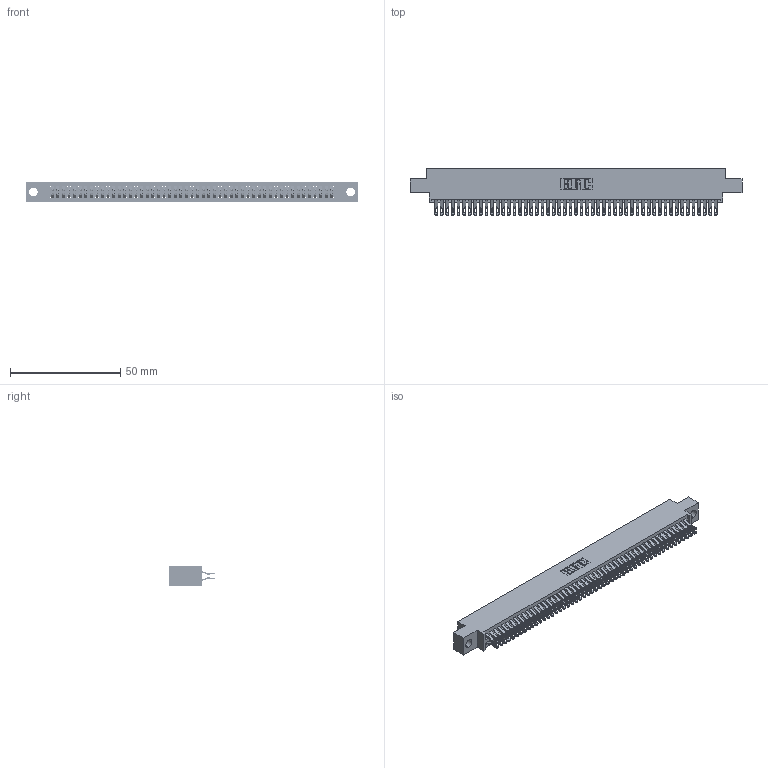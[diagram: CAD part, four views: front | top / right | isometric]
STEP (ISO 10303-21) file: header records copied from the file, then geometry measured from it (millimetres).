
FILE_DESCRIPTION (( 'STEP AP203' ), '1' );
FILE_NAME ('395-102-555-804.STEP', '2018-11-30T08:56:31', ( '' ), ( '' ), 'SwSTEP 2.0', 'SolidWorks 2016', '' );
FILE_SCHEMA (( 'CONFIG_CONTROL_DESIGN' ));
Length unit declared in the file: inch
Products named in the file (3): 395-102-555-804; 345 Part_0.170 Offset - 0.156 Dia-TH; 345-292-001_555 Tail
Assembly tree (103 placements, depth 2):
  395-102-555-804
    345 Part_0.170 Offset - 0.156 Dia-TH
    345-292-001_555 Tail  x102
Bounding box: 150.75 x 21.13 x 9.4 mm (x, y, z)
Volume: 14822.1 mm3; surface area: 23071.5 mm2
Topology: 103 solids, 103 shells, 5842 faces, 18407 edges, 12270 vertices
Faces by surface type: plane 3246, cylinder 2596
Entity records: 39265 total; most frequent: CARTESIAN_POINT 6610, ORIENTED_EDGE 6514, DIRECTION 5785, EDGE_CURVE 3257, VECTOR 2901, LINE 2901, VERTEX_POINT 2170, AXIS2_PLACEMENT_3D 1442
